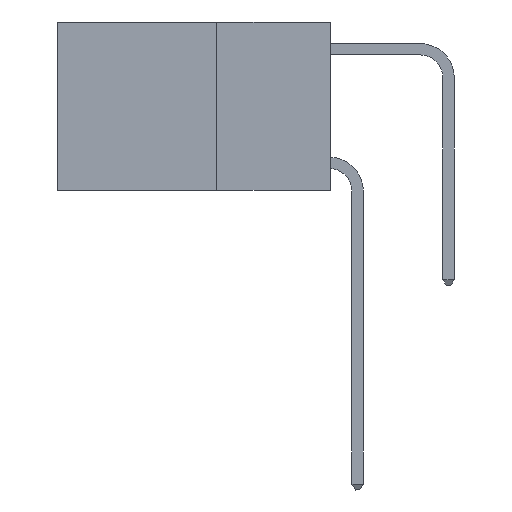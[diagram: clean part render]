
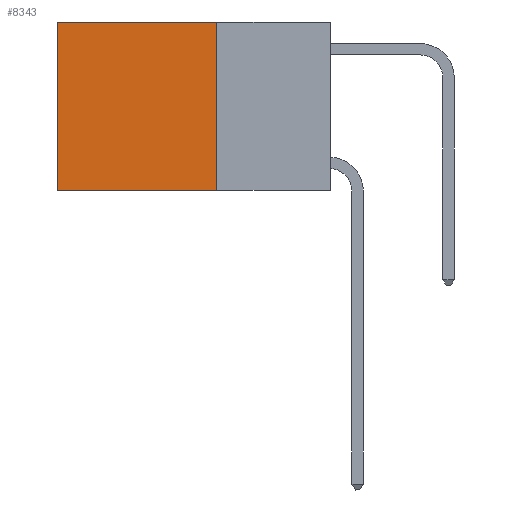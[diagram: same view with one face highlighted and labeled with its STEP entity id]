
A CAD part, left-side view. The second image highlights one B-rep face of the part: STEP entity #8343.
In plain terms, the highlighted planar face has unit normal (-1, 0, 0).
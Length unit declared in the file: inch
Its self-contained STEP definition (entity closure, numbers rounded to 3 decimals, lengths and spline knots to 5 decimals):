
#16 = ORIENTED_EDGE ( 'NONE', *, *, #971, .T. ) ;
#971 = EDGE_CURVE ( 'NONE', #10706, #3426, #21668, .T. ) ;
#1706 = DIRECTION ( 'NONE',  ( 1., 0., 0. ) ) ;
#2656 = VECTOR ( 'NONE', #13307, 39.37008 ) ;
#3158 = CARTESIAN_POINT ( 'NONE',  ( 0.2625, 0.6, -0.37 ) ) ;
#3426 = VERTEX_POINT ( 'NONE', #19781 ) ;
#3761 = ORIENTED_EDGE ( 'NONE', *, *, #7212, .F. ) ;
#3982 = CARTESIAN_POINT ( 'NONE',  ( 0.2625, 0.25, 0. ) ) ;
#5065 = CARTESIAN_POINT ( 'NONE',  ( 0.2625, 0.25, -0.37 ) ) ;
#5954 = DIRECTION ( 'NONE',  ( 0., 0., -1. ) ) ;
#6064 = CARTESIAN_POINT ( 'NONE',  ( 0.2625, 0.6, 0. ) ) ;
#6393 = VERTEX_POINT ( 'NONE', #3158 ) ;
#6850 = CARTESIAN_POINT ( 'NONE',  ( 0.2625, 0.25, 0. ) ) ;
#7212 = EDGE_CURVE ( 'NONE', #10706, #11610, #29550, .T. ) ;
#7449 = DIRECTION ( 'NONE',  ( 0., 1., 0. ) ) ;
#8343 = ADVANCED_FACE ( 'NONE', ( #28370 ), #13558, .F. ) ;
#9794 = VECTOR ( 'NONE', #13217, 39.37008 ) ;
#10550 = LINE ( 'NONE', #6064, #9794 ) ;
#10706 = VERTEX_POINT ( 'NONE', #6850 ) ;
#11610 = VERTEX_POINT ( 'NONE', #12722 ) ;
#11814 = AXIS2_PLACEMENT_3D ( 'NONE', #15984, #1706, #18385 ) ;
#12722 = CARTESIAN_POINT ( 'NONE',  ( 0.2625, 0.25, -0.37 ) ) ;
#13217 = DIRECTION ( 'NONE',  ( 0., 0., -1. ) ) ;
#13307 = DIRECTION ( 'NONE',  ( 0., 1., 0. ) ) ;
#13558 = PLANE ( 'NONE',  #11814 ) ;
#14513 = EDGE_LOOP ( 'NONE', ( #20717, #29332, #3761, #16 ) ) ;
#15984 = CARTESIAN_POINT ( 'NONE',  ( 0.2625, 0.25, 0. ) ) ;
#16183 = VECTOR ( 'NONE', #5954, 39.37008 ) ;
#17823 = EDGE_CURVE ( 'NONE', #11610, #6393, #24137, .T. ) ;
#18385 = DIRECTION ( 'NONE',  ( 0., 0., -1. ) ) ;
#19781 = CARTESIAN_POINT ( 'NONE',  ( 0.2625, 0.6, 0. ) ) ;
#20203 = CARTESIAN_POINT ( 'NONE',  ( 0.2625, 0.25, 0. ) ) ;
#20717 = ORIENTED_EDGE ( 'NONE', *, *, #29826, .T. ) ;
#21668 = LINE ( 'NONE', #3982, #2656 ) ;
#24137 = LINE ( 'NONE', #5065, #29701 ) ;
#28370 = FACE_OUTER_BOUND ( 'NONE', #14513, .T. ) ;
#29332 = ORIENTED_EDGE ( 'NONE', *, *, #17823, .F. ) ;
#29550 = LINE ( 'NONE', #20203, #16183 ) ;
#29701 = VECTOR ( 'NONE', #7449, 39.37008 ) ;
#29826 = EDGE_CURVE ( 'NONE', #3426, #6393, #10550, .T. ) ;
